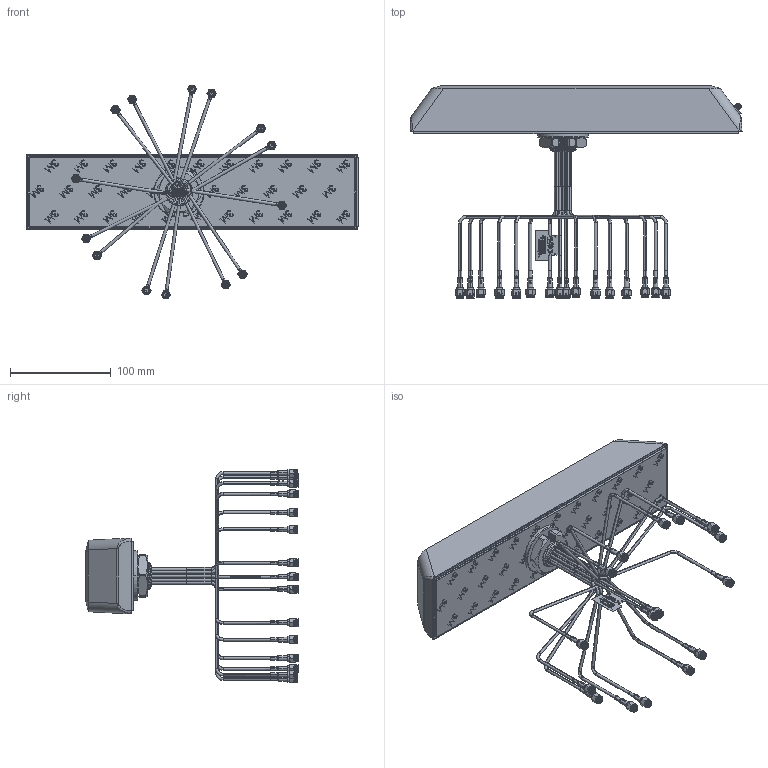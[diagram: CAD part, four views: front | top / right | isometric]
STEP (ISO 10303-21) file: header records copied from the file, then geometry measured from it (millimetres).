
FILE_DESCRIPTION (( 'STEP AP214' ), '1' );
FILE_NAME ('MAX1016.W.001_Web.STEP', '2024-08-15T10:20:42', ( '' ), ( '' ), 'SwSTEP 2.0', 'SolidWorks 2022', '' );
FILE_SCHEMA (( 'AUTOMOTIVE_DESIGN' ));
Length unit declared in the file: millimetre
Products named in the file (1): MAX1016.W.001_Web
Bounding box: 330.02 x 211.25 x 212.7 mm (x, y, z)
Surface area: 159453.1 mm2 (no closed solid volume)
Topology: 0 solids, 260 shells, 1395 faces, 7419 edges, 6241 vertices
Faces by surface type: cylinder 524, plane 364, cone 287, torus 176, bspline 44
Entity records: 124669 total; most frequent: CARTESIAN_POINT 56840, ORIENTED_EDGE 9849, DIRECTION 9363, EDGE_CURVE 7419, VERTEX_POINT 6241, LINE 3363, VECTOR 3363, AXIS2_PLACEMENT_3D 3000
